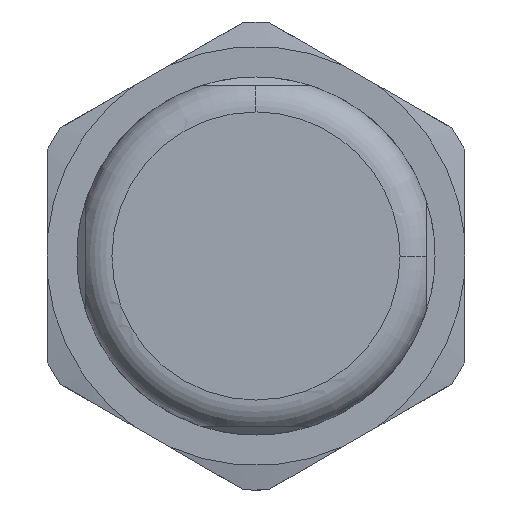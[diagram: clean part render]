
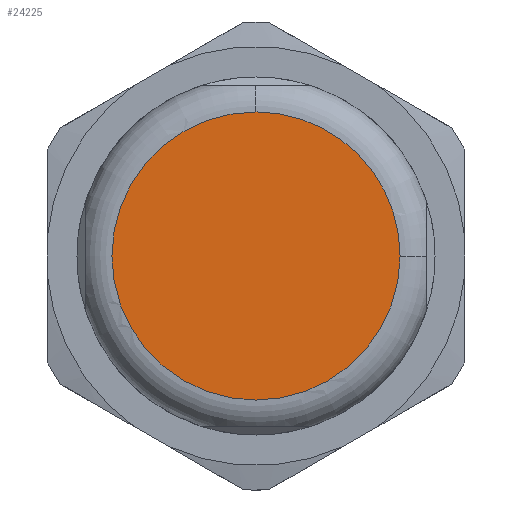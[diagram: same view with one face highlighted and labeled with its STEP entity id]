
A CAD part, front view. The second image highlights one B-rep face of the part: STEP entity #24225.
In plain terms, the highlighted planar face has unit normal (0, -1, 0).
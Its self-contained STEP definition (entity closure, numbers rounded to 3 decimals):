
#6630=CARTESIAN_POINT('',(0.,-38.55,0.));
#6631=DIRECTION('',(0.,-1.,0.));
#6632=DIRECTION('',(0.,0.,1.));
#6633=AXIS2_PLACEMENT_3D('',#6630,#6631,#6632);
#6714=CARTESIAN_POINT('',(0.,-38.55,0.));
#6715=DIRECTION('',(0.,-1.,0.));
#6716=DIRECTION('',(1.,0.,-0.005));
#6717=AXIS2_PLACEMENT_3D('',#6714,#6715,#6716);
#16106=CARTESIAN_POINT('',(0.,-38.55,8.25));
#16107=VERTEX_POINT('',#16106);
#16108=CARTESIAN_POINT('',(8.25,-38.55,
-0.044));
#16109=VERTEX_POINT('',#16108);
#24215=CARTESIAN_POINT('',(0.,-38.55,0.));
#24216=DIRECTION('',(0.,-1.,0.));
#24217=DIRECTION('',(-1.,0.,0.));
#24218=AXIS2_PLACEMENT_3D('',#24215,#24216,#24217);
#24219=PLANE('',#24218);
#24220=ORIENTED_EDGE('',*,*,#24194,.F.);
#24222=ORIENTED_EDGE('',*,*,#24221,.F.);
#24223=EDGE_LOOP('',(#24220,#24222));
#24224=FACE_OUTER_BOUND('',#24223,.F.);
#24225=ADVANCED_FACE('',(#24224),#24219,.T.);
#6634=CIRCLE('',#6633,8.25);
#6718=CIRCLE('',#6717,8.25);
#24194=EDGE_CURVE('',#16107,#16109,#6634,.T.);
#24221=EDGE_CURVE('',#16109,#16107,#6718,.T.);
